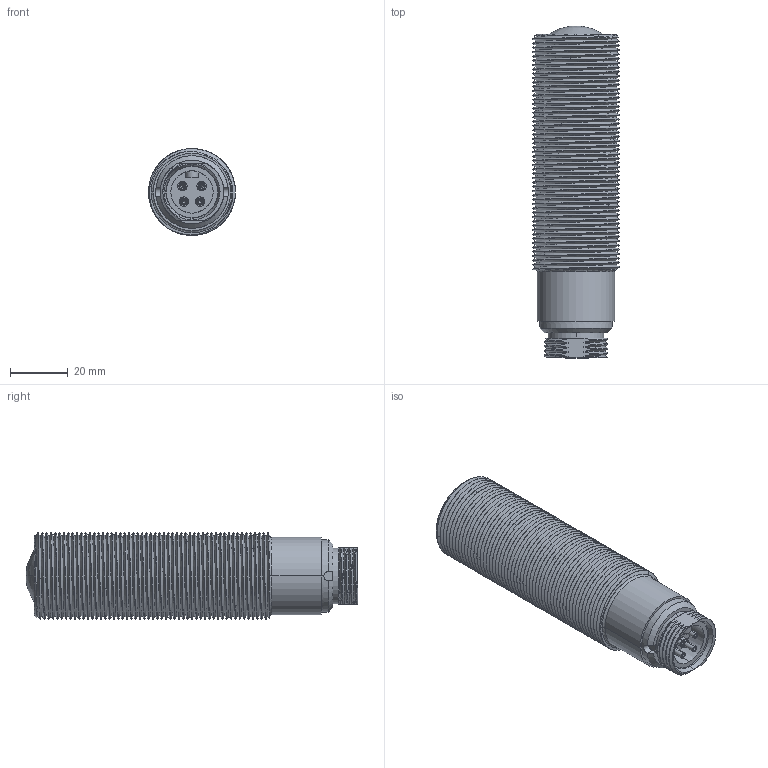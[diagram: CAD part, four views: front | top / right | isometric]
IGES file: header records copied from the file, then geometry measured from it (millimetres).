
Start section:  PTC IGES file: 156693.igs
Global section: file name: 156693.igs; native system: Pro/ENGINEER by Parametric Technology Corporation; preprocessor: 2009141; author: banengservice; organization: Unknown; date: 20110209.101319; units: inch
Bounding box: 30 x 114.58 x 30 mm (x, y, z)
Volume: 25749.6 mm3; surface area: 33279.7 mm2
Topology: 2 solids, 2 shells, 434 faces, 1128 edges, 717 vertices
Faces by surface type: revolution 285, bspline 149
